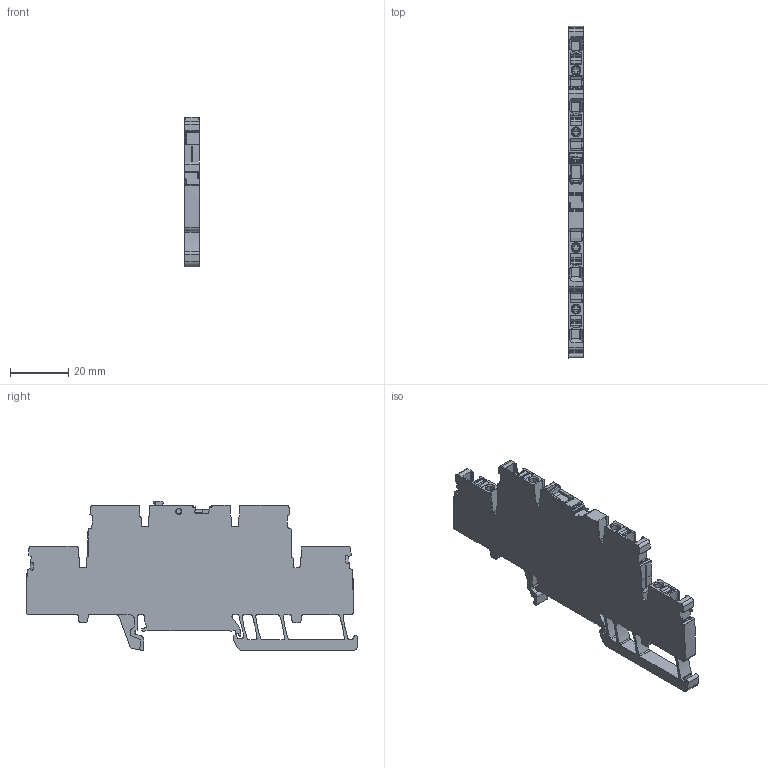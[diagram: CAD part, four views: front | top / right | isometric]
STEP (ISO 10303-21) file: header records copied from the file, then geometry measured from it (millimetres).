
FILE_DESCRIPTION(('CATIA V5 STEP Exchange','CAx-IF Rec.Pracs.--- Model Styling and Organization---1.4--- 2014-01-23'),'2;1');
FILE_NAME ('D1463887_0_2744140000_2744140000.stp','2020-10-14T11:42:45+00:00',('none'),('Weidmueller'),'CATIA Version 5-6 Release 2016 SP3 HF44','CATIA V5 STEP AP214','none');
FILE_SCHEMA(('AUTOMOTIVE_DESIGN { 1 0 10303 214 1 1 1 1 }'));
Length unit declared in the file: millimetre
Products named in the file (1): 2744140000
Bounding box: 5.1 x 114.33 x 51.65 mm (x, y, z)
Volume: 18414.4 mm3; surface area: 13623.3 mm2
Topology: 6 solids, 11 shells, 1326 faces, 3802 edges, 2502 vertices
Faces by surface type: plane 616, cylinder 508, extrusion 147, torus 21, cone 20, bspline 12, sphere 2
Entity records: 45553 total; most frequent: CARTESIAN_POINT 12830, ORIENTED_EDGE 7596, DIRECTION 5309, EDGE_CURVE 3798, VECTOR 2524, VERTEX_POINT 2502, LINE 2377, AXIS2_PLACEMENT_3D 1752
